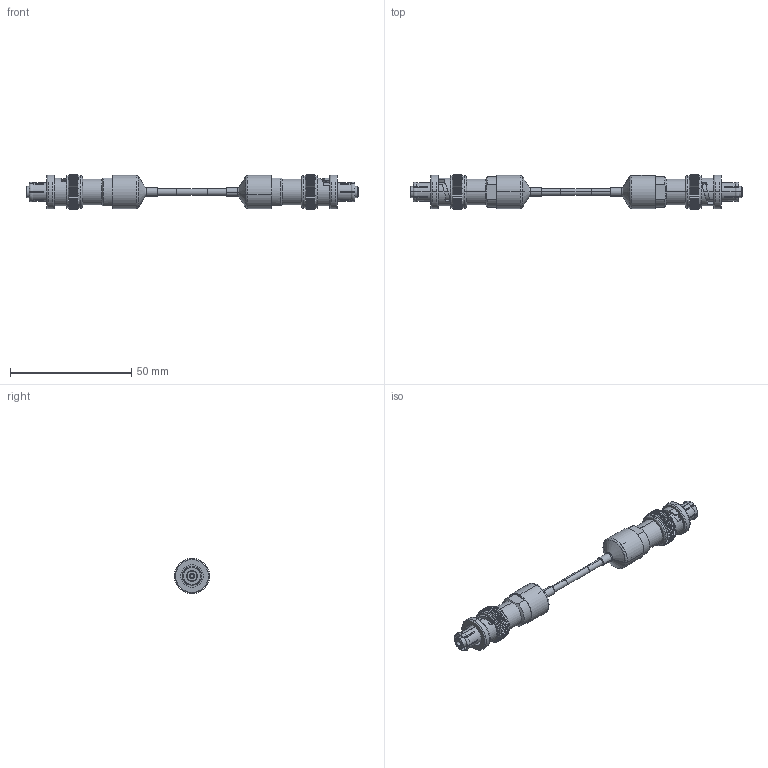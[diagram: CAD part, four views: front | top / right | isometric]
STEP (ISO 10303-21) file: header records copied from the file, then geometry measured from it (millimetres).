
FILE_DESCRIPTION (( 'STEP AP214' ), '1' );
FILE_NAME ('FMCA100072_3D.step', '2024-07-31T22:47:36', ( '' ), ( '' ), 'SwSTEP 2.0', 'SolidWorks 2022', '' );
FILE_SCHEMA (( 'AUTOMOTIVE_DESIGN' ));
Length unit declared in the file: inch
Products named in the file (11): Insulator_FMCN5247; SC Contact_FMCN5247_-02; FMCN5247; RG188-HEATSHRINK_2_.75" Long; PE4498_FMCN5247; Nut_FMCN5247; RG188A-U; FMCA100072_3D; Clamp_FMCN5247; Thinner  Washer_FMCN5247; Gasket_FMCN5247
Assembly tree (12 placements, depth 3):
  FMCA100072_3D
    RG188A-U
    FMCN5247  x2
      PE4498_FMCN5247
      SC Contact_FMCN5247_-02
      Insulator_FMCN5247
      Clamp_FMCN5247
      Gasket_FMCN5247
      Nut_FMCN5247
      Thinner  Washer_FMCN5247
    RG188-HEATSHRINK_2_.75" Long  x2
Bounding box: 136.65 x 14.47 x 14.47 mm (x, y, z)
Volume: 7079.5 mm3; surface area: 13554.2 mm2
Topology: 17 solids, 19 shells, 884 faces, 2336 edges, 1520 vertices
Faces by surface type: plane 426, cylinder 312, cone 84, torus 34, bspline 28
Entity records: 16900 total; most frequent: CARTESIAN_POINT 5656, ORIENTED_EDGE 2354, DIRECTION 2077, EDGE_CURVE 1177, AXIS2_PLACEMENT_3D 831, VERTEX_POINT 766, EDGE_LOOP 483, ADVANCED_FACE 447
